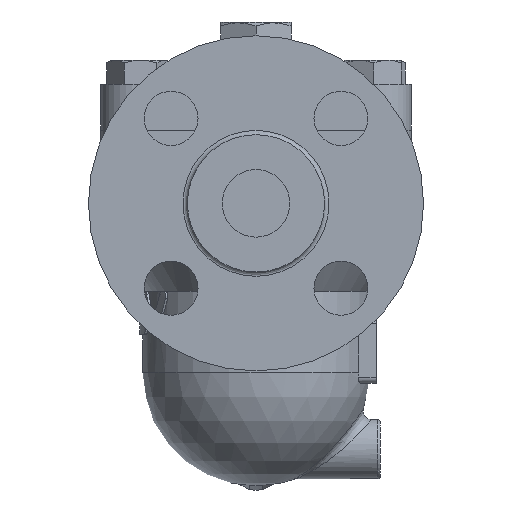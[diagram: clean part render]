
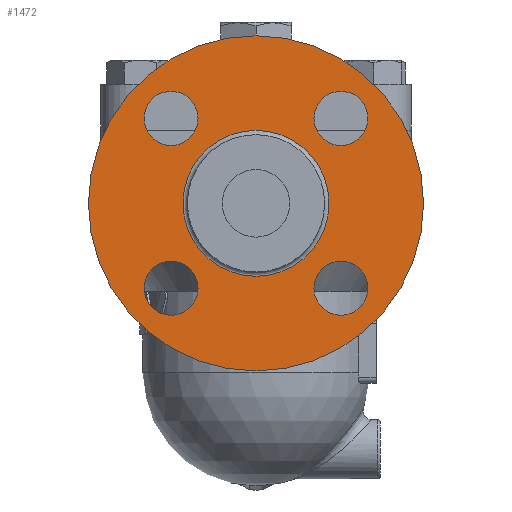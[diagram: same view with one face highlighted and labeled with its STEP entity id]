
A CAD part, left-side view. The second image highlights one B-rep face of the part: STEP entity #1472.
In plain terms, the highlighted planar face has unit normal (-1, 0, 0).
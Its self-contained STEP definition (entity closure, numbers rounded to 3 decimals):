
#1386=CARTESIAN_POINT('',(-142.9,0.,0.));
#1387=VERTEX_POINT('',#1386);
#1388=CARTESIAN_POINT('',(-142.9,0.0,-27.));
#1389=DIRECTION('',(-1.0,0.0,0.0));
#1390=DIRECTION('',(0.0,0.0,-1.0));
#1391=AXIS2_PLACEMENT_3D('',#1388,#1389,#1390);
#1392=CIRCLE('',#1391,27.0);
#1393=EDGE_CURVE('',#1387,#1387,#1392,.T.);
#1409=CARTESIAN_POINT('',(-142.9,0.0,16.7));
#1410=DIRECTION('',(-1.0,0.0,0.0));
#1411=DIRECTION('',(0.0,0.0,1.0));
#1412=AXIS2_PLACEMENT_3D('',#1409,#1410,#1411);
#1413=PLANE('',#1412);
#1414=CARTESIAN_POINT('',(-142.9,0.0,35.));
#1415=VERTEX_POINT('',#1414);
#1416=CARTESIAN_POINT('',(-142.9,0.0,-27.));
#1417=DIRECTION('',(-1.0,0.0,0.0));
#1418=DIRECTION('',(0.0,0.0,1.0));
#1419=AXIS2_PLACEMENT_3D('',#1416,#1417,#1418);
#1420=CIRCLE('',#1419,62.0);
#1421=EDGE_CURVE('',#1415,#1415,#1420,.T.);
#1422=ORIENTED_EDGE('',*,*,#1421,.T.);
#1423=EDGE_LOOP('',(#1422));
#1424=FACE_OUTER_BOUND('',#1423,.T.);
#1425=CARTESIAN_POINT('',(-142.9,-31.431,14.431));
#1426=VERTEX_POINT('',#1425);
#1427=CARTESIAN_POINT('',(-142.9,-31.431,4.431));
#1428=DIRECTION('',(1.0,0.0,0.0));
#1429=DIRECTION('',(0.0,0.0,1.0));
#1430=AXIS2_PLACEMENT_3D('',#1427,#1428,#1429);
#1431=CIRCLE('',#1430,10.0);
#1432=EDGE_CURVE('',#1426,#1426,#1431,.T.);
#1433=ORIENTED_EDGE('',*,*,#1432,.T.);
#1434=EDGE_LOOP('',(#1433));
#1435=FACE_BOUND('',#1434,.T.);
#1436=CARTESIAN_POINT('',(-142.9,41.431,4.431));
#1437=VERTEX_POINT('',#1436);
#1438=CARTESIAN_POINT('',(-142.9,31.431,4.431));
#1439=DIRECTION('',(1.0,0.0,0.0));
#1440=DIRECTION('',(0.0,1.0,0.0));
#1441=AXIS2_PLACEMENT_3D('',#1438,#1439,#1440);
#1442=CIRCLE('',#1441,10.0);
#1443=EDGE_CURVE('',#1437,#1437,#1442,.T.);
#1444=ORIENTED_EDGE('',*,*,#1443,.T.);
#1445=EDGE_LOOP('',(#1444));
#1446=FACE_BOUND('',#1445,.T.);
#1447=CARTESIAN_POINT('',(-142.9,31.431,-68.431));
#1448=VERTEX_POINT('',#1447);
#1449=CARTESIAN_POINT('',(-142.9,31.431,-58.431));
#1450=DIRECTION('',(1.0,0.0,0.0));
#1451=DIRECTION('',(0.0,0.0,-1.0));
#1452=AXIS2_PLACEMENT_3D('',#1449,#1450,#1451);
#1453=CIRCLE('',#1452,10.0);
#1454=EDGE_CURVE('',#1448,#1448,#1453,.T.);
#1455=ORIENTED_EDGE('',*,*,#1454,.T.);
#1456=EDGE_LOOP('',(#1455));
#1457=FACE_BOUND('',#1456,.T.);
#1458=CARTESIAN_POINT('',(-142.9,-41.431,-58.431));
#1459=VERTEX_POINT('',#1458);
#1460=CARTESIAN_POINT('',(-142.9,-31.431,-58.431));
#1461=DIRECTION('',(1.0,0.0,0.0));
#1462=DIRECTION('',(0.0,-1.0,0.0));
#1463=AXIS2_PLACEMENT_3D('',#1460,#1461,#1462);
#1464=CIRCLE('',#1463,10.0);
#1465=EDGE_CURVE('',#1459,#1459,#1464,.T.);
#1466=ORIENTED_EDGE('',*,*,#1465,.T.);
#1467=EDGE_LOOP('',(#1466));
#1468=FACE_BOUND('',#1467,.T.);
#1469=ORIENTED_EDGE('',*,*,#1393,.F.);
#1470=EDGE_LOOP('',(#1469));
#1471=FACE_BOUND('',#1470,.T.);
#1472=ADVANCED_FACE('',(#1424,#1435,#1446,#1457,#1468,#1471),#1413,.T.);
